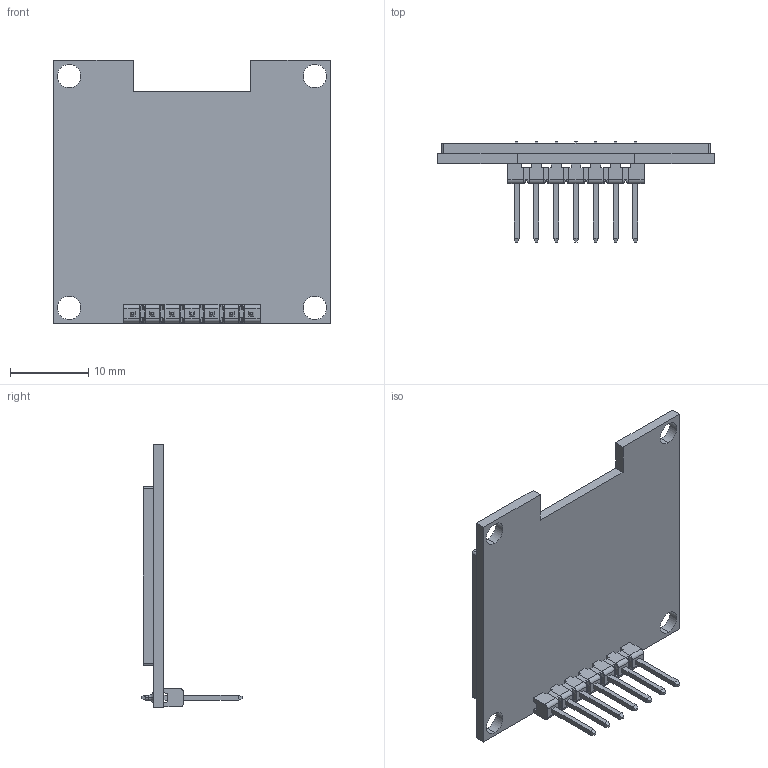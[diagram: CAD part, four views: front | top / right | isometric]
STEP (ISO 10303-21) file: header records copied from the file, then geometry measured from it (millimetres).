
FILE_DESCRIPTION (( 'STEP AP214' ), '1' );
FILE_NAME ('Pantalla.STEP', '2017-03-25T20:36:25', ( '' ), ( '' ), 'SwSTEP 2.0', 'SolidWorks 2016', '' );
FILE_SCHEMA (( 'AUTOMOTIVE_DESIGN' ));
Length unit declared in the file: millimetre
Products named in the file (1): Pantalla
Bounding box: 35.5 x 12.84 x 33.7 mm (x, y, z)
Volume: 2578.3 mm3; surface area: 3062.6 mm2
Topology: 14 solids, 14 shells, 438 faces, 1120 edges, 712 vertices
Faces by surface type: plane 318, cylinder 92, torus 28
Entity records: 17469 total; most frequent: CARTESIAN_POINT 2511, ORIENTED_EDGE 2240, DIRECTION 2106, EDGE_CURVE 1120, LINE 852, VECTOR 852, VERTEX_POINT 712, AXIS2_PLACEMENT_3D 627
